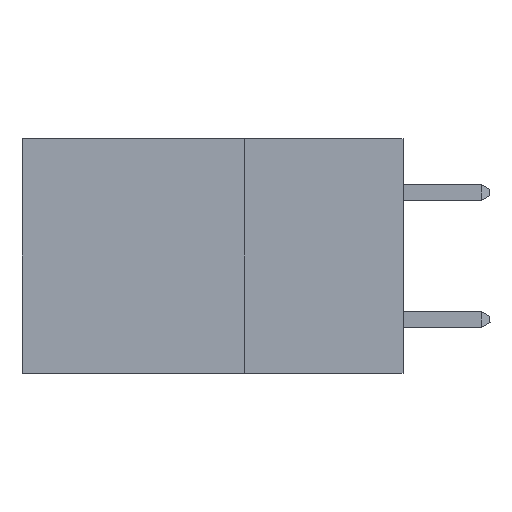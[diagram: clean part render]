
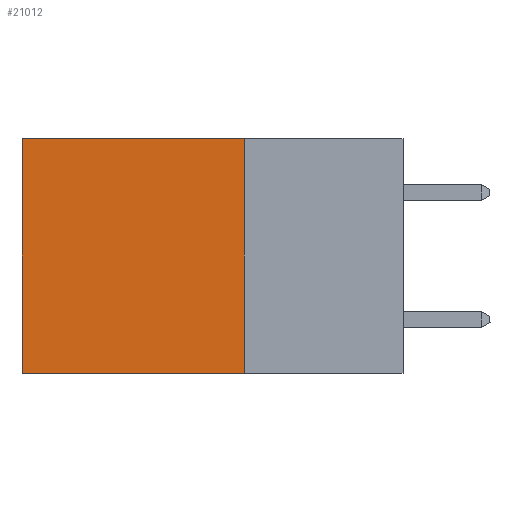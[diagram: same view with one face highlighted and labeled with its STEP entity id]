
A CAD part, left-side view. The second image highlights one B-rep face of the part: STEP entity #21012.
In plain terms, the highlighted planar face has unit normal (-1, 0, 0).
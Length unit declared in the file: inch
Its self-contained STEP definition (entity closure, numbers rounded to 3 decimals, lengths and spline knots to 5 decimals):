
#767 = CARTESIAN_POINT ( 'NONE',  ( 0.2875, 0.25, 0. ) ) ;
#893 = EDGE_CURVE ( 'NONE', #23524, #18905, #23103, .T. ) ;
#2006 = LINE ( 'NONE', #18219, #6046 ) ;
#3766 = CARTESIAN_POINT ( 'NONE',  ( 0.2875, 0.6, -0.37 ) ) ;
#4249 = ORIENTED_EDGE ( 'NONE', *, *, #893, .T. ) ;
#4646 = DIRECTION ( 'NONE',  ( 1., 0., 0. ) ) ;
#4860 = LINE ( 'NONE', #767, #24616 ) ;
#5150 = ORIENTED_EDGE ( 'NONE', *, *, #8875, .T. ) ;
#5349 = DIRECTION ( 'NONE',  ( 0., 1., 0. ) ) ;
#6046 = VECTOR ( 'NONE', #10103, 39.37008 ) ;
#7222 = CARTESIAN_POINT ( 'NONE',  ( 0.2875, 0.25, -0.37 ) ) ;
#8046 = ORIENTED_EDGE ( 'NONE', *, *, #14614, .F. ) ;
#8612 = CARTESIAN_POINT ( 'NONE',  ( 0.2875, 0.6, 0. ) ) ;
#8875 = EDGE_CURVE ( 'NONE', #14034, #23524, #2006, .T. ) ;
#8963 = CARTESIAN_POINT ( 'NONE',  ( 0.2875, 0.6, 0. ) ) ;
#10103 = DIRECTION ( 'NONE',  ( 0., 1., 0. ) ) ;
#10797 = EDGE_CURVE ( 'NONE', #14034, #26230, #4860, .T. ) ;
#11392 = CARTESIAN_POINT ( 'NONE',  ( 0.2875, 0.25, 0. ) ) ;
#12644 = VECTOR ( 'NONE', #16741, 39.37008 ) ;
#13024 = DIRECTION ( 'NONE',  ( 0., 0., -1. ) ) ;
#14034 = VERTEX_POINT ( 'NONE', #11392 ) ;
#14095 = VECTOR ( 'NONE', #5349, 39.37008 ) ;
#14614 = EDGE_CURVE ( 'NONE', #26230, #18905, #17342, .T. ) ;
#14633 = CARTESIAN_POINT ( 'NONE',  ( 0.2875, 0.25, -0.37 ) ) ;
#15026 = CARTESIAN_POINT ( 'NONE',  ( 0.2875, 0.25, 0. ) ) ;
#15150 = FACE_OUTER_BOUND ( 'NONE', #19831, .T. ) ;
#16741 = DIRECTION ( 'NONE',  ( 0., 0., -1. ) ) ;
#17342 = LINE ( 'NONE', #7222, #14095 ) ;
#17777 = ORIENTED_EDGE ( 'NONE', *, *, #10797, .F. ) ;
#18219 = CARTESIAN_POINT ( 'NONE',  ( 0.2875, 0.25, 0. ) ) ;
#18905 = VERTEX_POINT ( 'NONE', #3766 ) ;
#19831 = EDGE_LOOP ( 'NONE', ( #4249, #8046, #17777, #5150 ) ) ;
#21012 = ADVANCED_FACE ( 'NONE', ( #15150 ), #21245, .F. ) ;
#21245 = PLANE ( 'NONE',  #23951 ) ;
#22944 = DIRECTION ( 'NONE',  ( 0., 0., -1. ) ) ;
#23103 = LINE ( 'NONE', #8612, #12644 ) ;
#23524 = VERTEX_POINT ( 'NONE', #8963 ) ;
#23951 = AXIS2_PLACEMENT_3D ( 'NONE', #15026, #4646, #13024 ) ;
#24616 = VECTOR ( 'NONE', #22944, 39.37008 ) ;
#26230 = VERTEX_POINT ( 'NONE', #14633 ) ;
